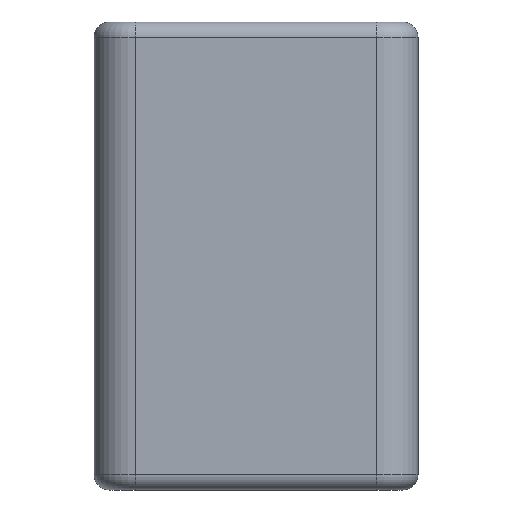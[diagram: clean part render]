
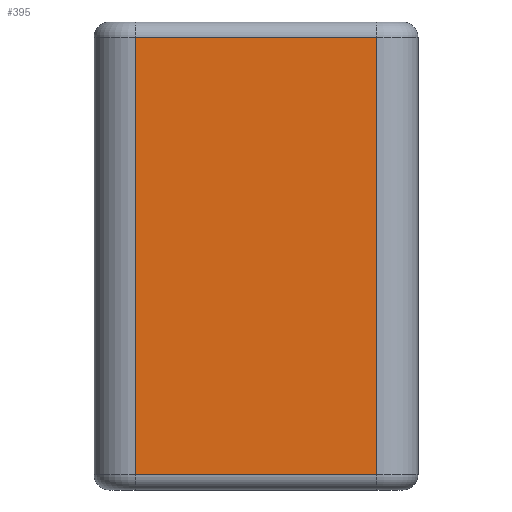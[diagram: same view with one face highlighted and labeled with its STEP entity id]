
A CAD part, front view. The second image highlights one B-rep face of the part: STEP entity #395.
In plain terms, the highlighted planar face has unit normal (0, -1, 0).
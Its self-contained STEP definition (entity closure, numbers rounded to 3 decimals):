
#18=PLANE('',#467);
#51=FACE_OUTER_BOUND('',#77,.T.);
#77=EDGE_LOOP('',(#341,#342,#343,#344));
#83=LINE('',#633,#107);
#98=LINE('',#698,#122);
#103=LINE('',#722,#127);
#104=LINE('',#724,#128);
#107=VECTOR('',#493,10.);
#122=VECTOR('',#570,10.);
#127=VECTOR('',#603,10.);
#128=VECTOR('',#606,10.);
#166=VERTEX_POINT('',#625);
#168=VERTEX_POINT('',#631);
#184=VERTEX_POINT('',#688);
#186=VERTEX_POINT('',#694);
#201=EDGE_CURVE('',#168,#166,#83,.T.);
#234=EDGE_CURVE('',#184,#186,#98,.T.);
#247=EDGE_CURVE('',#168,#186,#103,.T.);
#248=EDGE_CURVE('',#166,#184,#104,.T.);
#341=ORIENTED_EDGE('',*,*,#201,.F.);
#342=ORIENTED_EDGE('',*,*,#247,.T.);
#343=ORIENTED_EDGE('',*,*,#234,.F.);
#344=ORIENTED_EDGE('',*,*,#248,.F.);
#395=ADVANCED_FACE('',(#51),#18,.T.);
#467=AXIS2_PLACEMENT_3D('',#723,#604,#605);
#493=DIRECTION('',(-1.,0.,0.));
#570=DIRECTION('',(1.,0.,0.));
#603=DIRECTION('',(0.,0.,1.));
#604=DIRECTION('center_axis',(0.,-1.,0.));
#605=DIRECTION('ref_axis',(1.,0.,0.));
#606=DIRECTION('',(0.,0.,1.));
#625=CARTESIAN_POINT('',(8.,0.,3.));
#631=CARTESIAN_POINT('',(55.,0.,3.));
#633=CARTESIAN_POINT('',(19.75,0.,3.));
#688=CARTESIAN_POINT('',(8.,0.,88.));
#694=CARTESIAN_POINT('',(55.,0.,88.));
#698=CARTESIAN_POINT('',(19.75,0.,88.));
#722=CARTESIAN_POINT('',(55.,0.,0.));
#723=CARTESIAN_POINT('Origin',(8.,0.,0.));
#724=CARTESIAN_POINT('',(8.,0.,0.));
